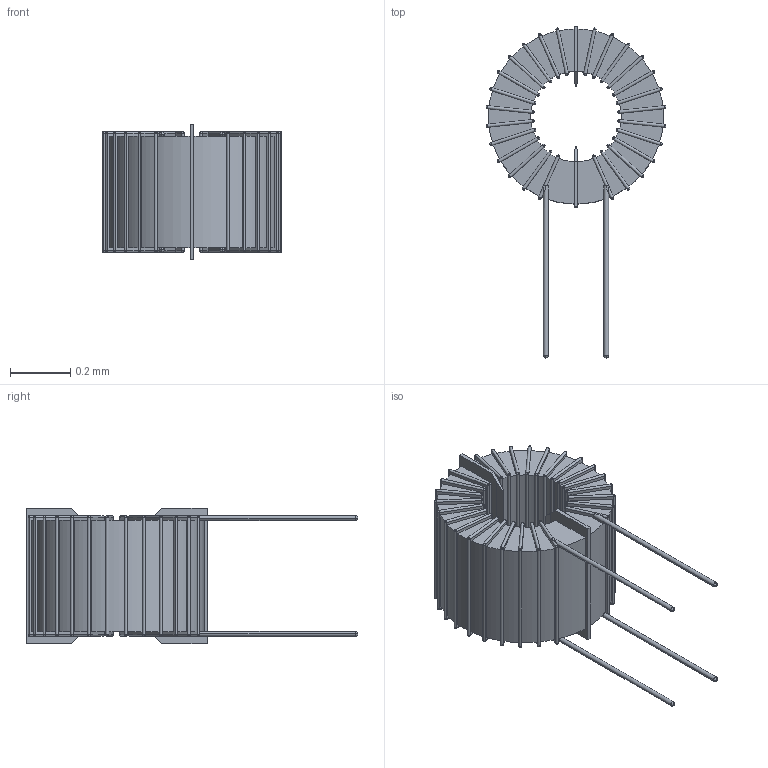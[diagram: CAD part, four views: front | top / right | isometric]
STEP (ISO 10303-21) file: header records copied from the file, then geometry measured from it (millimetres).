
FILE_DESCRIPTION((''),'2;1');
FILE_NAME('7102-RC','2012-08-08T',('ryans'),('Bourns, Inc.'),'PRO/ENGINEER BY PARAMETRIC TECHNOLOGY CORPORATION, 2010100','PRO/ENGINEER BY PARAMETRIC TECHNOLOGY CORPORATION, 2010100','');
FILE_SCHEMA(('CONFIG_CONTROL_DESIGN'));
Length unit declared in the file: millimetre
Products named in the file (1): 7102-RC
Bounding box: 0.6 x 1.1 x 0.45 mm (x, y, z)
Volume: 0.1 mm3; surface area: 2.2 mm2
Topology: 1 solids, 1 shells, 560 faces, 1288 edges, 780 vertices
Faces by surface type: sphere 224, cylinder 172, plane 164
Entity records: 16300 total; most frequent: CARTESIAN_POINT 3290, DIRECTION 2928, ORIENTED_EDGE 2576, EDGE_CURVE 1288, AXIS2_PLACEMENT_3D 1168, VERTEX_POINT 780, EDGE_LOOP 612, CIRCLE 608
